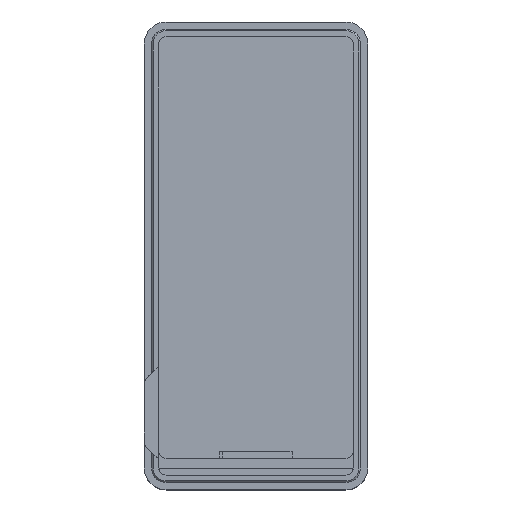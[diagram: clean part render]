
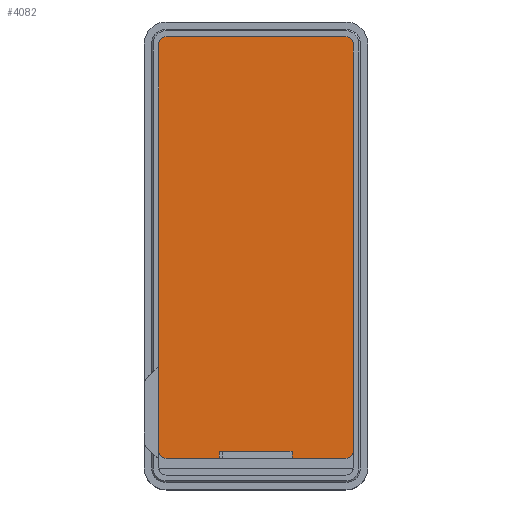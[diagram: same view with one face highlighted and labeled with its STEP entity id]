
A CAD part, top view. The second image highlights one B-rep face of the part: STEP entity #4082.
In plain terms, the highlighted planar face has unit normal (0, 0, 1).
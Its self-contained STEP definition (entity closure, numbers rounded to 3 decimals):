
#264=CIRCLE('',#4496,1.);
#265=CIRCLE('',#4497,1.);
#266=CIRCLE('',#4498,1.);
#267=CIRCLE('',#4499,1.);
#498=FACE_OUTER_BOUND('',#740,.T.);
#740=EDGE_LOOP('',(#3520,#3521,#3522,#3523,#3524,#3525,#3526,#3527,#3528,
#3529,#3530,#3531));
#1140=LINE('',#7022,#1557);
#1141=LINE('',#7026,#1558);
#1142=LINE('',#7030,#1559);
#1143=LINE('',#7032,#1560);
#1144=LINE('',#7034,#1561);
#1145=LINE('',#7036,#1562);
#1146=LINE('',#7038,#1563);
#1147=LINE('',#7041,#1564);
#1557=VECTOR('',#5620,10.);
#1558=VECTOR('',#5623,10.);
#1559=VECTOR('',#5626,10.);
#1560=VECTOR('',#5627,10.);
#1561=VECTOR('',#5628,10.);
#1562=VECTOR('',#5629,10.);
#1563=VECTOR('',#5630,10.);
#1564=VECTOR('',#5633,10.);
#1946=VERTEX_POINT('',#7018);
#1947=VERTEX_POINT('',#7019);
#1948=VERTEX_POINT('',#7021);
#1949=VERTEX_POINT('',#7023);
#1950=VERTEX_POINT('',#7025);
#1951=VERTEX_POINT('',#7027);
#1952=VERTEX_POINT('',#7029);
#1953=VERTEX_POINT('',#7031);
#1954=VERTEX_POINT('',#7033);
#1955=VERTEX_POINT('',#7035);
#1956=VERTEX_POINT('',#7037);
#1957=VERTEX_POINT('',#7039);
#2504=EDGE_CURVE('',#1946,#1947,#264,.T.);
#2505=EDGE_CURVE('',#1947,#1948,#1140,.F.);
#2506=EDGE_CURVE('',#1948,#1949,#265,.T.);
#2507=EDGE_CURVE('',#1950,#1949,#1141,.T.);
#2508=EDGE_CURVE('',#1950,#1951,#266,.T.);
#2509=EDGE_CURVE('',#1951,#1952,#1142,.T.);
#2510=EDGE_CURVE('',#1952,#1953,#1143,.T.);
#2511=EDGE_CURVE('',#1953,#1954,#1144,.T.);
#2512=EDGE_CURVE('',#1954,#1955,#1145,.T.);
#2513=EDGE_CURVE('',#1955,#1956,#1146,.T.);
#2514=EDGE_CURVE('',#1956,#1957,#267,.T.);
#2515=EDGE_CURVE('',#1946,#1957,#1147,.T.);
#3520=ORIENTED_EDGE('',*,*,#2504,.T.);
#3521=ORIENTED_EDGE('',*,*,#2505,.T.);
#3522=ORIENTED_EDGE('',*,*,#2506,.T.);
#3523=ORIENTED_EDGE('',*,*,#2507,.F.);
#3524=ORIENTED_EDGE('',*,*,#2508,.T.);
#3525=ORIENTED_EDGE('',*,*,#2509,.T.);
#3526=ORIENTED_EDGE('',*,*,#2510,.T.);
#3527=ORIENTED_EDGE('',*,*,#2511,.T.);
#3528=ORIENTED_EDGE('',*,*,#2512,.T.);
#3529=ORIENTED_EDGE('',*,*,#2513,.T.);
#3530=ORIENTED_EDGE('',*,*,#2514,.T.);
#3531=ORIENTED_EDGE('',*,*,#2515,.F.);
#3858=PLANE('',#4495);
#4082=ADVANCED_FACE('',(#498),#3858,.T.);
#4495=AXIS2_PLACEMENT_3D('',#7017,#5616,#5617);
#4496=AXIS2_PLACEMENT_3D('',#7020,#5618,#5619);
#4497=AXIS2_PLACEMENT_3D('',#7024,#5621,#5622);
#4498=AXIS2_PLACEMENT_3D('',#7028,#5624,#5625);
#4499=AXIS2_PLACEMENT_3D('',#7040,#5631,#5632);
#5616=DIRECTION('center_axis',(0.,0.,
1.));
#5617=DIRECTION('ref_axis',(0.,1.,0.));
#5618=DIRECTION('center_axis',(0.,0.,
1.));
#5619=DIRECTION('ref_axis',(0.707,0.707,0.));
#5620=DIRECTION('',(1.,0.,0.));
#5621=DIRECTION('center_axis',(0.,0.,
1.));
#5622=DIRECTION('ref_axis',(-0.707,0.707,0.));
#5623=DIRECTION('',(0.,1.,0.));
#5624=DIRECTION('center_axis',(0.,0.,
1.));
#5625=DIRECTION('ref_axis',(-0.707,-0.707,0.));
#5626=DIRECTION('',(1.,0.,0.));
#5627=DIRECTION('',(0.,1.,0.));
#5628=DIRECTION('',(1.,0.,0.));
#5629=DIRECTION('',(0.,-1.,0.));
#5630=DIRECTION('',(1.,0.,0.));
#5631=DIRECTION('center_axis',(0.,0.,
1.));
#5632=DIRECTION('ref_axis',(0.707,-0.707,0.));
#5633=DIRECTION('',(0.,-1.,0.));
#7017=CARTESIAN_POINT('Origin',(13.039,26.392,-4.124));
#7018=CARTESIAN_POINT('',(26.276,55.269,-4.124));
#7019=CARTESIAN_POINT('',(25.276,56.269,-4.124));
#7020=CARTESIAN_POINT('Origin',(25.276,55.269,-4.124));
#7021=CARTESIAN_POINT('',(0.802,56.269,-4.124));
#7022=CARTESIAN_POINT('',(13.039,56.269,-4.124));
#7023=CARTESIAN_POINT('',(-0.198,55.269,-4.124));
#7024=CARTESIAN_POINT('Origin',(0.802,55.269,-4.124));
#7025=CARTESIAN_POINT('',(-0.198,-0.186,-4.124));
#7026=CARTESIAN_POINT('',(-0.198,26.392,-4.124));
#7027=CARTESIAN_POINT('',(0.802,-1.186,-4.124));
#7028=CARTESIAN_POINT('Origin',(0.802,-0.186,-4.124));
#7029=CARTESIAN_POINT('',(8.03,-1.186,-4.124));
#7030=CARTESIAN_POINT('',(6.731,-1.186,-4.124));
#7031=CARTESIAN_POINT('',(8.03,-0.248,-4.124));
#7032=CARTESIAN_POINT('',(8.03,11.453,-4.124));
#7033=CARTESIAN_POINT('',(17.97,-0.248,-4.124));
#7034=CARTESIAN_POINT('',(10.535,-0.248,-4.124));
#7035=CARTESIAN_POINT('',(17.97,-1.186,-4.124));
#7036=CARTESIAN_POINT('',(17.97,13.072,-4.124));
#7037=CARTESIAN_POINT('',(25.276,-1.186,-4.124));
#7038=CARTESIAN_POINT('',(19.331,-1.186,-4.124));
#7039=CARTESIAN_POINT('',(26.276,-0.186,-4.124));
#7040=CARTESIAN_POINT('Origin',(25.276,-0.186,-4.124));
#7041=CARTESIAN_POINT('',(26.276,26.392,-4.124));
